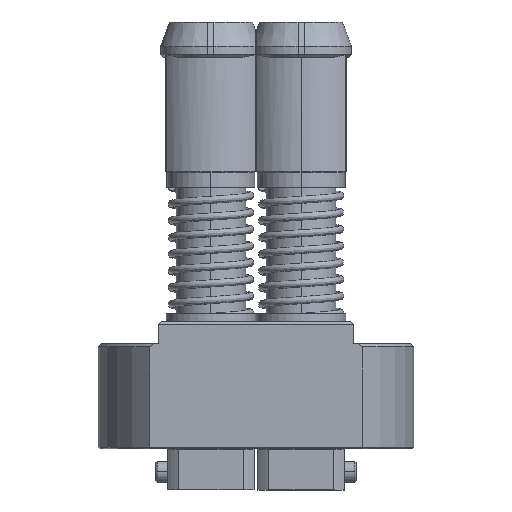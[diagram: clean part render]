
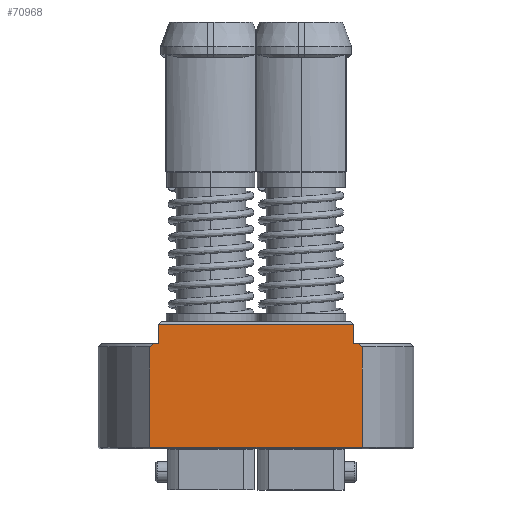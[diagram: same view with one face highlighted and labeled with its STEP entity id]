
A CAD part, left-side view. The second image highlights one B-rep face of the part: STEP entity #70968.
In plain terms, the highlighted planar face has unit normal (-1, 0, 0).
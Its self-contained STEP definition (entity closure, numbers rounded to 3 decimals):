
#452 = LINE ( 'NONE', #41117, #2238 ) ;
#817 = VERTEX_POINT ( 'NONE', #77301 ) ;
#1099 = DIRECTION ( 'NONE',  ( 0., 0., 1. ) ) ;
#1742 = EDGE_CURVE ( 'NONE', #106308, #128767, #11220, .T. ) ;
#2238 = VECTOR ( 'NONE', #1099, 1000. ) ;
#6057 = DIRECTION ( 'NONE',  ( 0., 0., 1. ) ) ;
#6143 = PLANE ( 'NONE',  #52818 ) ;
#6234 = VECTOR ( 'NONE', #124117, 1000. ) ;
#6405 = ORIENTED_EDGE ( 'NONE', *, *, #71141, .T. ) ;
#7422 = VECTOR ( 'NONE', #45156, 1000. ) ;
#10087 = ORIENTED_EDGE ( 'NONE', *, *, #28434, .T. ) ;
#10991 = VERTEX_POINT ( 'NONE', #15407 ) ;
#11220 = B_SPLINE_CURVE_WITH_KNOTS ( 'NONE', 3,
 ( #102686, #63953, #34098, #42068 ),
 .UNSPECIFIED., .F., .F.,
 ( 4, 4 ),
 ( 0., 0. ),
 .UNSPECIFIED. ) ;
#12494 = EDGE_CURVE ( 'NONE', #128767, #41967, #33900, .T. ) ;
#15407 = CARTESIAN_POINT ( 'NONE',  ( -11.75, 3.5, -6.564 ) ) ;
#16012 = CARTESIAN_POINT ( 'NONE',  ( -11.75, 4.084, -6.764 ) ) ;
#24174 = EDGE_CURVE ( 'NONE', #96327, #10991, #106008, .T. ) ;
#28434 = EDGE_CURVE ( 'NONE', #10991, #93719, #59548, .T. ) ;
#29624 = VERTEX_POINT ( 'NONE', #105699 ) ;
#31309 = ORIENTED_EDGE ( 'NONE', *, *, #48712, .T. ) ;
#32672 = EDGE_CURVE ( 'NONE', #817, #62886, #96558, .T. ) ;
#32798 = CARTESIAN_POINT ( 'NONE',  ( -11.75, 3.5, -5.064 ) ) ;
#33037 = ORIENTED_EDGE ( 'NONE', *, *, #32672, .T. ) ;
#33347 = ORIENTED_EDGE ( 'NONE', *, *, #24174, .T. ) ;
#33900 = LINE ( 'NONE', #105793, #7422 ) ;
#34098 = CARTESIAN_POINT ( 'NONE',  ( -11.75, -9.885, -6.63 ) ) ;
#38338 = DIRECTION ( 'NONE',  ( 0., 1., 0. ) ) ;
#39015 = ORIENTED_EDGE ( 'NONE', *, *, #12494, .T. ) ;
#39411 = EDGE_CURVE ( 'NONE', #41967, #116987, #98636, .T. ) ;
#40107 = DIRECTION ( 'NONE',  ( -1., 0., 0. ) ) ;
#41117 = CARTESIAN_POINT ( 'NONE',  ( -11.75, -10.084, -13.564 ) ) ;
#41967 = VERTEX_POINT ( 'NONE', #70609 ) ;
#42068 = CARTESIAN_POINT ( 'NONE',  ( -11.75, -9.784, -6.564 ) ) ;
#44177 = ORIENTED_EDGE ( 'NONE', *, *, #1742, .T. ) ;
#44295 = VECTOR ( 'NONE', #6057, 1000. ) ;
#45156 = DIRECTION ( 'NONE',  ( 0., 1., 0. ) ) ;
#48712 = EDGE_CURVE ( 'NONE', #62886, #106308, #452, .T. ) ;
#52818 = AXIS2_PLACEMENT_3D ( 'NONE', #110093, #40107, #109438 ) ;
#54611 = CARTESIAN_POINT ( 'NONE',  ( -11.75, -14., -13.464 ) ) ;
#58269 = CARTESIAN_POINT ( 'NONE',  ( -11.75, -14., -6.564 ) ) ;
#59548 = LINE ( 'NONE', #58269, #85018 ) ;
#60570 = VECTOR ( 'NONE', #76281, 1000. ) ;
#60997 = ORIENTED_EDGE ( 'NONE', *, *, #77900, .T. ) ;
#62886 = VERTEX_POINT ( 'NONE', #84765 ) ;
#63953 = CARTESIAN_POINT ( 'NONE',  ( -11.75, -9.985, -6.697 ) ) ;
#65254 = CARTESIAN_POINT ( 'NONE',  ( -11.75, 3.985, -6.697 ) ) ;
#70609 = CARTESIAN_POINT ( 'NONE',  ( -11.75, -9.5, -6.564 ) ) ;
#70968 = ADVANCED_FACE ( 'NONE', ( #118884 ), #6143, .T. ) ;
#71141 = EDGE_CURVE ( 'NONE', #93719, #29624, #126522, .T. ) ;
#75229 = DIRECTION ( 'NONE',  ( 0., -1., 0. ) ) ;
#76281 = DIRECTION ( 'NONE',  ( 0., 0., -1. ) ) ;
#77301 = CARTESIAN_POINT ( 'NONE',  ( -11.75, 4.084, -13.464 ) ) ;
#77900 = EDGE_CURVE ( 'NONE', #116987, #96327, #126830, .T. ) ;
#84765 = CARTESIAN_POINT ( 'NONE',  ( -11.75, -10.084, -13.464 ) ) ;
#85018 = VECTOR ( 'NONE', #38338, 1000. ) ;
#87999 = CARTESIAN_POINT ( 'NONE',  ( -11.75, 3.885, -6.63 ) ) ;
#88055 = CARTESIAN_POINT ( 'NONE',  ( -11.75, 3.5, -5.264 ) ) ;
#93719 = VERTEX_POINT ( 'NONE', #96485 ) ;
#93846 = ORIENTED_EDGE ( 'NONE', *, *, #39411, .T. ) ;
#95880 = CARTESIAN_POINT ( 'NONE',  ( -11.75, -9.784, -6.564 ) ) ;
#96327 = VERTEX_POINT ( 'NONE', #131585 ) ;
#96485 = CARTESIAN_POINT ( 'NONE',  ( -11.75, 3.784, -6.564 ) ) ;
#96558 = LINE ( 'NONE', #54611, #122439 ) ;
#96735 = CARTESIAN_POINT ( 'NONE',  ( -11.75, -9.5, -5.064 ) ) ;
#97685 = CARTESIAN_POINT ( 'NONE',  ( -11.75, -10.084, -6.764 ) ) ;
#98613 = DIRECTION ( 'NONE',  ( 0., 1., 0. ) ) ;
#98636 = LINE ( 'NONE', #96735, #44295 ) ;
#102686 = CARTESIAN_POINT ( 'NONE',  ( -11.75, -10.084, -6.764 ) ) ;
#103676 = VECTOR ( 'NONE', #98613, 1000. ) ;
#105699 = CARTESIAN_POINT ( 'NONE',  ( -11.75, 4.084, -6.764 ) ) ;
#105793 = CARTESIAN_POINT ( 'NONE',  ( -11.75, -14., -6.564 ) ) ;
#105987 = EDGE_LOOP ( 'NONE', ( #111392, #33037, #31309, #44177, #39015, #93846, #60997, #33347, #10087, #6405 ) ) ;
#106002 = CARTESIAN_POINT ( 'NONE',  ( -11.75, 3.784, -6.564 ) ) ;
#106008 = LINE ( 'NONE', #32798, #6234 ) ;
#106308 = VERTEX_POINT ( 'NONE', #97685 ) ;
#109438 = DIRECTION ( 'NONE',  ( 0., 0., 1. ) ) ;
#110093 = CARTESIAN_POINT ( 'NONE',  ( -11.75, -14., -5.064 ) ) ;
#111392 = ORIENTED_EDGE ( 'NONE', *, *, #122793, .T. ) ;
#116987 = VERTEX_POINT ( 'NONE', #127547 ) ;
#117636 = CARTESIAN_POINT ( 'NONE',  ( -11.75, 4.084, -13.564 ) ) ;
#118884 = FACE_OUTER_BOUND ( 'NONE', #105987, .T. ) ;
#122439 = VECTOR ( 'NONE', #75229, 1000. ) ;
#122793 = EDGE_CURVE ( 'NONE', #29624, #817, #125694, .T. ) ;
#124117 = DIRECTION ( 'NONE',  ( 0., 0., -1. ) ) ;
#125694 = LINE ( 'NONE', #117636, #60570 ) ;
#126522 = B_SPLINE_CURVE_WITH_KNOTS ( 'NONE', 3,
 ( #106002, #87999, #65254, #16012 ),
 .UNSPECIFIED., .F., .F.,
 ( 4, 4 ),
 ( 0., 0. ),
 .UNSPECIFIED. ) ;
#126830 = LINE ( 'NONE', #88055, #103676 ) ;
#127547 = CARTESIAN_POINT ( 'NONE',  ( -11.75, -9.5, -5.264 ) ) ;
#128767 = VERTEX_POINT ( 'NONE', #95880 ) ;
#131585 = CARTESIAN_POINT ( 'NONE',  ( -11.75, 3.5, -5.264 ) ) ;
